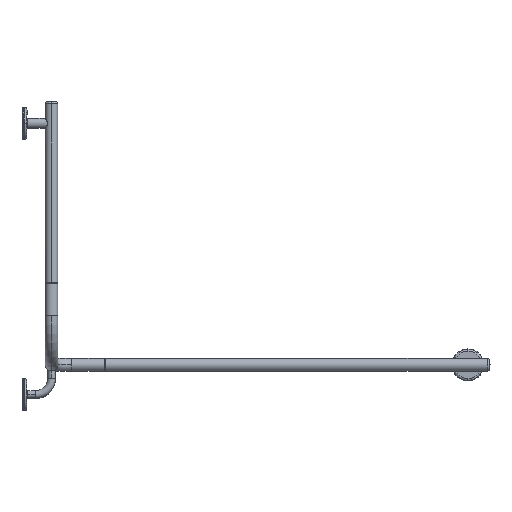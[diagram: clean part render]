
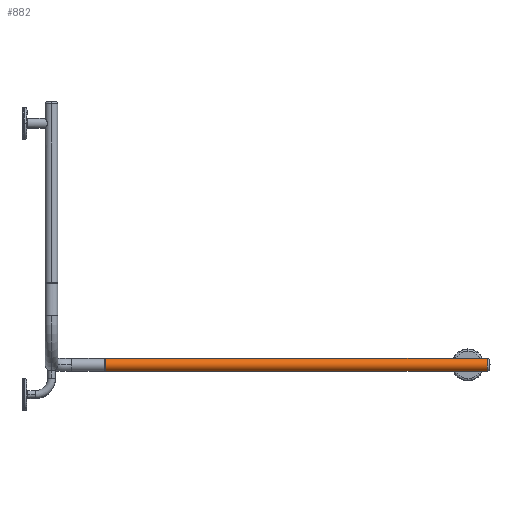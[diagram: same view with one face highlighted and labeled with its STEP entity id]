
A CAD part, top view. The second image highlights one B-rep face of the part: STEP entity #882.
In plain terms, the highlighted cylindrical face has radius 15.9 mm (diameter 31.8 mm), a partial arc.
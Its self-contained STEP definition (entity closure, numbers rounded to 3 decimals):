
#229 = ORIENTED_EDGE ( 'NONE', *, *, #13795, .F. ) ;
#790 = CIRCLE ( 'NONE', #15659, 15.9 ) ;
#866 = CARTESIAN_POINT ( 'NONE',  ( 1025.401, -7.904, -493.695 ) ) ;
#882 = ADVANCED_FACE ( 'Defeatured_0_11', ( #7261 ), #14677, .T. ) ;
#1086 = VECTOR ( 'NONE', #7422, 1000. ) ;
#2096 = EDGE_CURVE ( 'NONE', #10467, #2609, #15078, .T. ) ;
#2282 = DIRECTION ( 'NONE',  ( 1., 0., 0. ) ) ;
#2609 = VERTEX_POINT ( 'NONE', #866 ) ;
#2737 = EDGE_LOOP ( 'NONE', ( #229, #4323, #7874, #8961 ) ) ;
#4323 = ORIENTED_EDGE ( 'NONE', *, *, #2096, .T. ) ;
#4588 = DIRECTION ( 'NONE',  ( 0., -1., 0. ) ) ;
#4674 = CARTESIAN_POINT ( 'NONE',  ( 74.401, 23.896, -493.695 ) ) ;
#4692 = DIRECTION ( 'NONE',  ( 0., -1., 0. ) ) ;
#4832 = DIRECTION ( 'NONE',  ( 1., 0., 0. ) ) ;
#5566 = EDGE_CURVE ( 'NONE', #14035, #11409, #12261, .T. ) ;
#5634 = AXIS2_PLACEMENT_3D ( 'NONE', #12020, #14590, #4588 ) ;
#6541 = AXIS2_PLACEMENT_3D ( 'NONE', #12030, #8450, #9767 ) ;
#7177 = CARTESIAN_POINT ( 'NONE',  ( 74.401, -7.904, -493.695 ) ) ;
#7193 = CARTESIAN_POINT ( 'NONE',  ( 1025.401, 7.996, -493.695 ) ) ;
#7261 = FACE_OUTER_BOUND ( 'NONE', #2737, .T. ) ;
#7422 = DIRECTION ( 'NONE',  ( 1., 0., 0. ) ) ;
#7846 = EDGE_CURVE ( 'NONE', #11409, #2609, #790, .T. ) ;
#7874 = ORIENTED_EDGE ( 'NONE', *, *, #7846, .F. ) ;
#8450 = DIRECTION ( 'NONE',  ( 1., 0., 0. ) ) ;
#8961 = ORIENTED_EDGE ( 'NONE', *, *, #5566, .F. ) ;
#9767 = DIRECTION ( 'NONE',  ( 0., 1., 0. ) ) ;
#10467 = VERTEX_POINT ( 'NONE', #13458 ) ;
#11409 = VERTEX_POINT ( 'NONE', #14301 ) ;
#12020 = CARTESIAN_POINT ( 'NONE',  ( 74.401, 7.996, -493.695 ) ) ;
#12030 = CARTESIAN_POINT ( 'NONE',  ( 74.401, 7.996, -493.695 ) ) ;
#12261 = LINE ( 'NONE', #4674, #13848 ) ;
#13083 = CARTESIAN_POINT ( 'NONE',  ( 74.401, 23.896, -493.695 ) ) ;
#13458 = CARTESIAN_POINT ( 'NONE',  ( 74.401, -7.904, -493.695 ) ) ;
#13795 = EDGE_CURVE ( 'NONE', #10467, #14035, #16267, .T. ) ;
#13848 = VECTOR ( 'NONE', #4832, 1000. ) ;
#14035 = VERTEX_POINT ( 'NONE', #13083 ) ;
#14301 = CARTESIAN_POINT ( 'NONE',  ( 1025.401, 23.896, -493.695 ) ) ;
#14590 = DIRECTION ( 'NONE',  ( -1., 0., 0. ) ) ;
#14677 = CYLINDRICAL_SURFACE ( 'NONE', #6541, 15.9 ) ;
#15078 = LINE ( 'NONE', #7177, #1086 ) ;
#15659 = AXIS2_PLACEMENT_3D ( 'NONE', #7193, #2282, #4692 ) ;
#16267 = CIRCLE ( 'NONE', #5634, 15.9 ) ;
